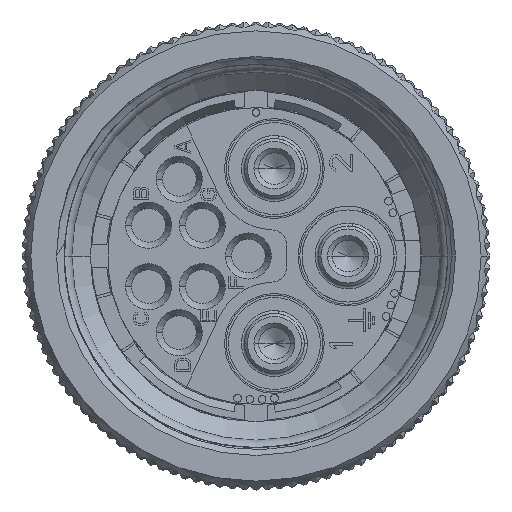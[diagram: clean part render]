
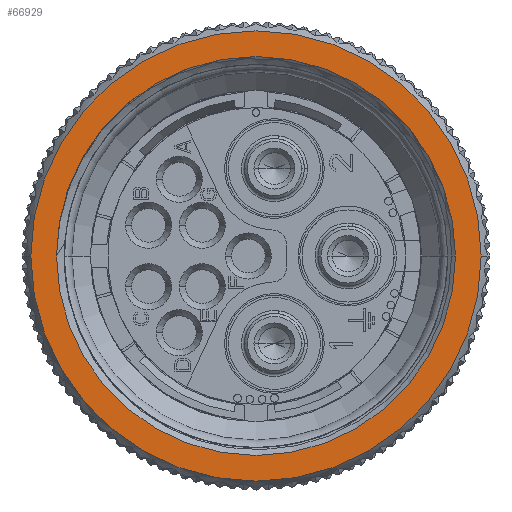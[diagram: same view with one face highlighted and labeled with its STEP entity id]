
A CAD part, left-side view. The second image highlights one B-rep face of the part: STEP entity #66929.
In plain terms, the highlighted planar face has unit normal (-1, 0, 0).
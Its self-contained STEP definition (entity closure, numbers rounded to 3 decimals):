
#2049=CARTESIAN_POINT('',(0.584,15.303,
-15.303));
#2050=DIRECTION('',(-1.,0.,0.));
#2051=DIRECTION('',(0.,1.,0.));
#2052=AXIS2_PLACEMENT_3D('',#2049,#2050,#2051);
#2054=CARTESIAN_POINT('',(0.584,15.303,
-15.303));
#2055=DIRECTION('',(1.,0.,0.));
#2056=DIRECTION('',(0.,1.,0.));
#2057=AXIS2_PLACEMENT_3D('',#2054,#2055,#2056);
#2114=CARTESIAN_POINT('',(0.584,15.303,
-15.303));
#2115=DIRECTION('',(1.,0.,0.));
#2116=DIRECTION('',(0.,1.,0.));
#2117=AXIS2_PLACEMENT_3D('',#2114,#2115,#2116);
#2391=CARTESIAN_POINT('',(0.584,15.303,
-15.303));
#2392=DIRECTION('',(-1.,0.,0.));
#2393=DIRECTION('',(0.,1.,0.));
#2394=AXIS2_PLACEMENT_3D('',#2391,#2392,#2393);
#58072=CARTESIAN_POINT('',(0.584,29.975,
-15.303));
#58073=CARTESIAN_POINT('',(0.584,0.63,
-15.303));
#58074=VERTEX_POINT('',#58072);
#58075=VERTEX_POINT('',#58073);
#58076=CARTESIAN_POINT('',(0.584,28.303,
-15.303));
#58077=CARTESIAN_POINT('',(0.584,2.303,
-15.303));
#58078=VERTEX_POINT('',#58076);
#58079=VERTEX_POINT('',#58077);
#66914=CARTESIAN_POINT('',(0.584,15.303,
-15.303));
#66915=DIRECTION('',(1.,0.,0.));
#66916=DIRECTION('',(0.,-1.,0.));
#66917=AXIS2_PLACEMENT_3D('',#66914,#66915,#66916);
#66918=PLANE('279',#66917);
#66919=ORIENTED_EDGE('5449',*,*,#66663,.F.);
#66920=ORIENTED_EDGE('5431',*,*,#66425,.T.);
#66921=EDGE_LOOP('279',(#66919,#66920));
#66922=FACE_OUTER_BOUND('279',#66921,.F.);
#66924=ORIENTED_EDGE('5509',*,*,#66923,.F.);
#66926=ORIENTED_EDGE('5432',*,*,#66925,.T.);
#66927=EDGE_LOOP('279',(#66924,#66926));
#66928=FACE_BOUND('279',#66927,.F.);
#2053=CIRCLE('5449',#2052,14.673);
#2058=CIRCLE('5431',#2057,14.673);
#2118=CIRCLE('5509',#2117,13.);
#2395=CIRCLE('5432',#2394,13.);
#66425=EDGE_CURVE('5431',#58074,#58075,#2058,.T.);
#66663=EDGE_CURVE('5449',#58074,#58075,#2053,.T.);
#66923=EDGE_CURVE('5509',#58078,#58079,#2118,.T.);
#66925=EDGE_CURVE('5432',#58078,#58079,#2395,.T.);
#66929=ADVANCED_FACE('279',(#66922,#66928),#66918,.F.);
